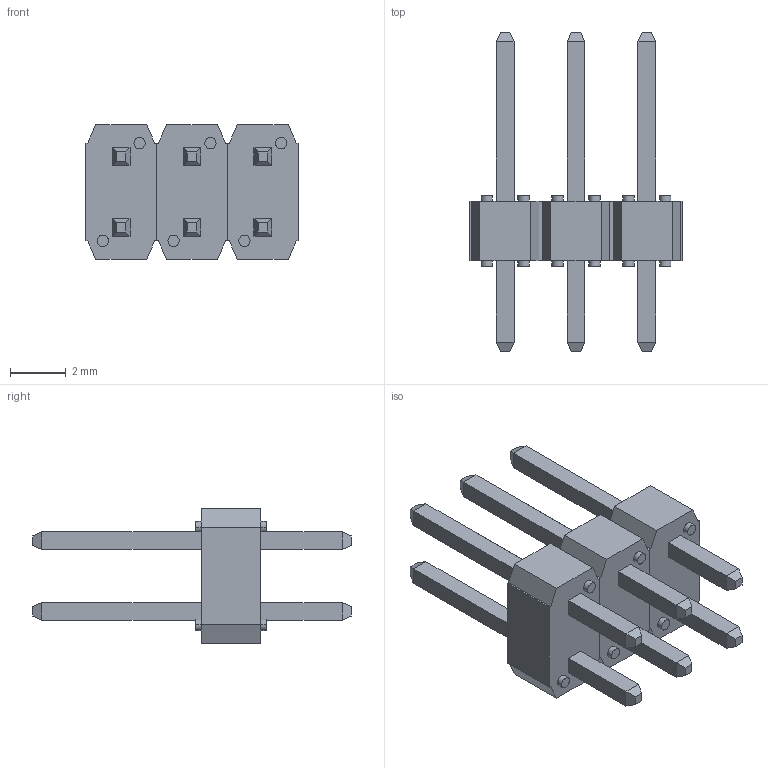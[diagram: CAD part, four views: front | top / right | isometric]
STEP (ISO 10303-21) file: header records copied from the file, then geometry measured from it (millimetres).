
FILE_DESCRIPTION((''),'2;1');
FILE_NAME('67997-X06','2024-01-22T14:09:54',('PDeva'),('AFCI'),'CREO PARAMETRIC BY PTC INC, 2021184','CREO PARAMETRIC BY PTC INC, 2021184','');
FILE_SCHEMA(('CONFIG_CONTROL_DESIGN','SHAPE_APPEARANCE_LAYERS_GROUPS'));
Length unit declared in the file: inch
Products named in the file (1): 67997-X06
Bounding box: 7.62 x 11.43 x 4.83 mm (x, y, z)
Volume: 97.1 mm3; surface area: 400.6 mm2
Topology: 1 solids, 14 shells, 240 faces, 564 edges, 360 vertices
Faces by surface type: plane 192, cylinder 48
Entity records: 9491 total; most frequent: CARTESIAN_POINT 1165, DIRECTION 1142, ORIENTED_EDGE 1080, PRESENTATION_STYLE_ASSIGNMENT 686, STYLED_ITEM 578, CURVE_STYLE 564, EDGE_CURVE 564, VECTOR 468
